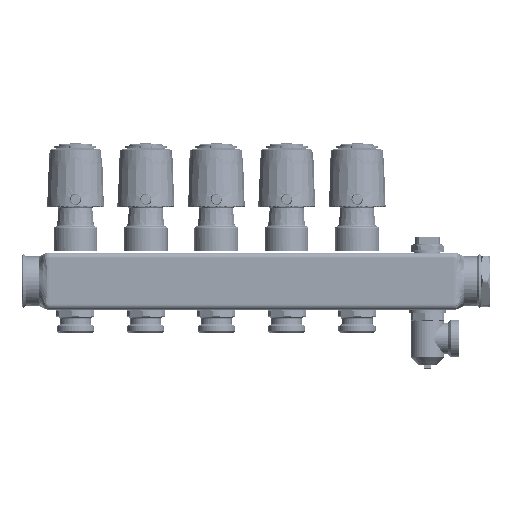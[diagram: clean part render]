
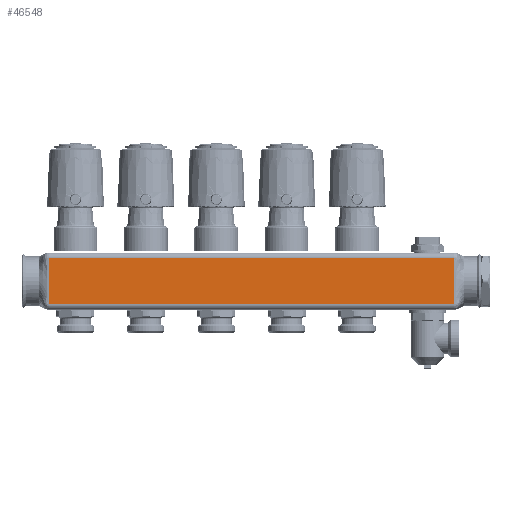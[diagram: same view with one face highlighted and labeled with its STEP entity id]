
A CAD part, top view. The second image highlights one B-rep face of the part: STEP entity #46548.
In plain terms, the highlighted planar face has unit normal (0, 0, 1).
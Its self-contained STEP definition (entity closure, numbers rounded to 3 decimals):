
#33245=DIRECTION('',(-1.,0.,0.));
#33246=VECTOR('',#33245,288.);
#33247=CARTESIAN_POINT('',(269.,-16.302,
20.5));
#33248=LINE('',#33247,#33246);
#33249=CARTESIAN_POINT('',(-19.,-16.302,
20.5));
#33250=CARTESIAN_POINT('',(-19.,-16.294,
20.5));
#33251=CARTESIAN_POINT('',(-19.,-16.249,
20.5));
#33252=CARTESIAN_POINT('',(-19.,-16.161,
20.5));
#33253=CARTESIAN_POINT('',(-19.,-16.036,
20.5));
#33254=CARTESIAN_POINT('',(-19.,-15.903,
20.5));
#33255=CARTESIAN_POINT('',(-19.,-15.726,
20.5));
#33256=CARTESIAN_POINT('',(-19.,-15.506,
20.5));
#33257=CARTESIAN_POINT('',(-19.,-15.153,
20.5));
#33258=CARTESIAN_POINT('',(-19.,-14.713,
20.5));
#33259=CARTESIAN_POINT('',(-19.,-14.187,
20.5));
#33260=CARTESIAN_POINT('',(-19.,-13.663,
20.5));
#33261=CARTESIAN_POINT('',(-19.,-12.966,
20.5));
#33262=CARTESIAN_POINT('',(-19.,-11.753,
20.5));
#33263=CARTESIAN_POINT('',(-19.,-10.036,
20.5));
#33264=CARTESIAN_POINT('',(-19.,-7.999,
20.5));
#33265=CARTESIAN_POINT('',(-19.,-5.981,
20.5));
#33266=CARTESIAN_POINT('',(-19.,-3.311,
20.5));
#33267=CARTESIAN_POINT('',(-19.,-0.662,
20.5));
#33268=CARTESIAN_POINT('',(-19.,1.987,
20.5));
#33269=CARTESIAN_POINT('',(-19.,4.643,
20.5));
#33270=CARTESIAN_POINT('',(-19.,7.989,
20.5));
#33271=CARTESIAN_POINT('',(-19.,11.401,
20.5));
#33272=CARTESIAN_POINT('',(-19.,14.183,
20.5));
#33273=CARTESIAN_POINT('',(-19.,15.592,
20.5));
#33274=CARTESIAN_POINT('',(-19.,16.302,
20.5));
#33276=DIRECTION('',(-1.,0.,0.));
#33277=VECTOR('',#33276,288.);
#33278=CARTESIAN_POINT('',(269.,16.302,20.5));
#33279=LINE('',#33278,#33277);
#33280=CARTESIAN_POINT('',(269.,16.302,20.5));
#33501=CARTESIAN_POINT('',(269.,-16.302,
20.5));
#33519=CARTESIAN_POINT('',(269.,-16.302,
20.5));
#33520=CARTESIAN_POINT('',(269.,-16.294,
20.5));
#33521=CARTESIAN_POINT('',(269.,-16.249,
20.5));
#33522=CARTESIAN_POINT('',(269.,-16.161,
20.5));
#33523=CARTESIAN_POINT('',(269.,-16.036,
20.5));
#33524=CARTESIAN_POINT('',(269.,-15.903,
20.5));
#33525=CARTESIAN_POINT('',(269.,-15.726,
20.5));
#33526=CARTESIAN_POINT('',(269.,-15.506,
20.5));
#33527=CARTESIAN_POINT('',(269.,-15.153,
20.5));
#33528=CARTESIAN_POINT('',(269.,-14.713,
20.5));
#33529=CARTESIAN_POINT('',(269.,-14.187,
20.5));
#33530=CARTESIAN_POINT('',(269.,-13.663,
20.5));
#33531=CARTESIAN_POINT('',(269.,-12.966,
20.5));
#33532=CARTESIAN_POINT('',(269.,-11.753,
20.5));
#33533=CARTESIAN_POINT('',(269.,-10.036,
20.5));
#33534=CARTESIAN_POINT('',(269.,-7.999,
20.5));
#33535=CARTESIAN_POINT('',(269.,-5.981,
20.5));
#33536=CARTESIAN_POINT('',(269.,-3.311,
20.5));
#33537=CARTESIAN_POINT('',(269.,-0.662,
20.5));
#33538=CARTESIAN_POINT('',(269.,1.987,20.5));
#33539=CARTESIAN_POINT('',(269.,4.643,20.5));
#33540=CARTESIAN_POINT('',(269.,7.989,20.5));
#33541=CARTESIAN_POINT('',(269.,11.401,20.5));
#33542=CARTESIAN_POINT('',(269.,14.183,20.5));
#33543=CARTESIAN_POINT('',(269.,15.592,20.5));
#33544=CARTESIAN_POINT('',(269.,16.302,20.5));
#35980=CARTESIAN_POINT('',(-19.,16.302,
20.5));
#45783=VERTEX_POINT('',#35980);
#45784=VERTEX_POINT('',#33280);
#45803=VERTEX_POINT('',#33501);
#45805=CARTESIAN_POINT('',(-19.,-16.302,
20.5));
#45806=VERTEX_POINT('',#45805);
#46534=CARTESIAN_POINT('',(25.,16.302,20.5));
#46535=DIRECTION('',(0.,0.,1.));
#46536=DIRECTION('',(0.,-1.,0.));
#46537=AXIS2_PLACEMENT_3D('',#46534,#46535,#46536);
#46538=PLANE('',#46537);
#46540=ORIENTED_EDGE('',*,*,#46539,.F.);
#46542=ORIENTED_EDGE('',*,*,#46541,.F.);
#46543=ORIENTED_EDGE('',*,*,#46524,.T.);
#46545=ORIENTED_EDGE('',*,*,#46544,.T.);
#46546=EDGE_LOOP('',(#46540,#46542,#46543,#46545));
#46547=FACE_OUTER_BOUND('',#46546,.F.);
#46548=ADVANCED_FACE('',(#46547),#46538,.T.);
#33275=B_SPLINE_CURVE_WITH_KNOTS('',3,(#33249,#33250,#33251,#33252,#33253,
#33254,#33255,#33256,#33257,#33258,#33259,#33260,#33261,#33262,#33263,#33264,
#33265,#33266,#33267,#33268,#33269,#33270,#33271,#33272,#33273,#33274),
.UNSPECIFIED.,.F.,.F.,(4,1,1,1,1,1,1,1,1,1,1,1,1,1,1,1,1,1,1,1,1,1,1,4),(0.,
0.001,0.004,0.008,0.012,
0.016,0.023,0.031,0.047,
0.063,0.078,0.094,0.125,
0.188,0.25,0.313,0.375,
0.5,0.563,0.625,0.75,
0.875,0.938,1.),.UNSPECIFIED.);
#33545=B_SPLINE_CURVE_WITH_KNOTS('',3,(#33519,#33520,#33521,#33522,#33523,
#33524,#33525,#33526,#33527,#33528,#33529,#33530,#33531,#33532,#33533,#33534,
#33535,#33536,#33537,#33538,#33539,#33540,#33541,#33542,#33543,#33544),
.UNSPECIFIED.,.F.,.F.,(4,1,1,1,1,1,1,1,1,1,1,1,1,1,1,1,1,1,1,1,1,1,1,4),(0.,
0.001,0.004,0.008,0.012,
0.016,0.023,0.031,0.047,
0.063,0.078,0.094,0.125,
0.188,0.25,0.313,0.375,
0.5,0.563,0.625,0.75,
0.875,0.937,1.),.UNSPECIFIED.);
#46524=EDGE_CURVE('',#45803,#45806,#33248,.T.);
#46539=EDGE_CURVE('',#45784,#45783,#33279,.T.);
#46541=EDGE_CURVE('',#45803,#45784,#33545,.T.);
#46544=EDGE_CURVE('',#45806,#45783,#33275,.T.);
